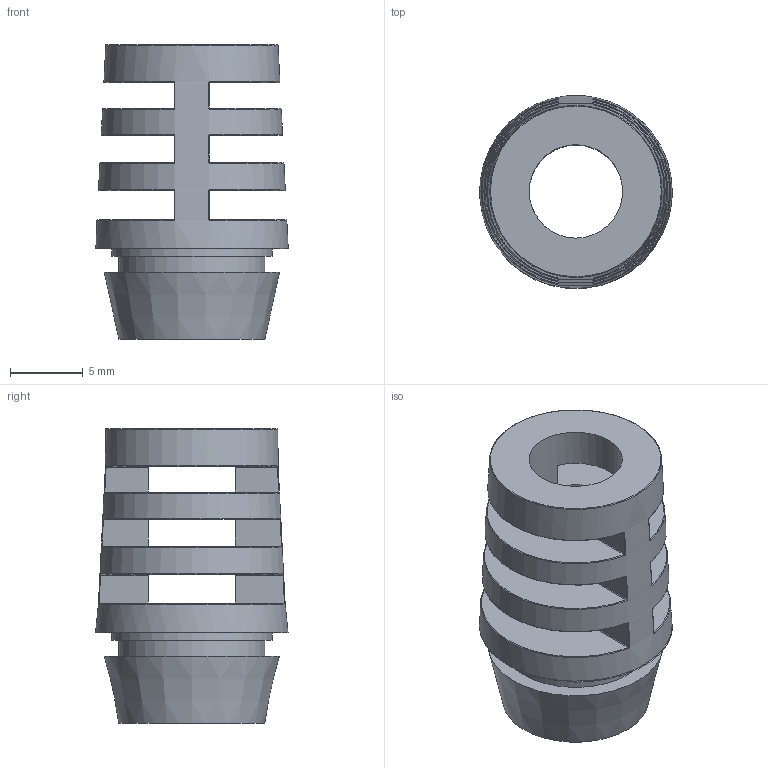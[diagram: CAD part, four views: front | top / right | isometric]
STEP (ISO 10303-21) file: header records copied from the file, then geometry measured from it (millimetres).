
FILE_DESCRIPTION(/* description */ (''),/* implementation_level */ '2;1');
FILE_NAME(/* name */ 'STRAIN RELIEF, ROUND v5.step',/* time_stamp */ '2019-02-19T14:08:11-08:00',/* author */ (''),/* organization */ (''),/* preprocessor_version */ 'ST-DEVELOPER v17.2',/* originating_system */ 'Autodesk Translation Framework v7.6.0.251',/* authorisation */ '');
FILE_SCHEMA (('AUTOMOTIVE_DESIGN { 1 0 10303 214 3 1 1 }'));
Length unit declared in the file: millimetre
Products named in the file (1): STRAIN RELIEF, ROUND
Bounding box: 13.18 x 13.21 x 20.2 mm (x, y, z)
Volume: 1206.7 mm3; surface area: 1626.4 mm2
Topology: 1 solids, 1 shells, 149 faces, 356 edges, 206 vertices
Faces by surface type: bspline 64, cylinder 39, plane 29, torus 15, cone 2
Full cylindrical faces by diameter (mm): 6.4 x1, 10 x1, 11 x1
Entity records: 6198 total; most frequent: CARTESIAN_POINT 3057, ORIENTED_EDGE 712, DIRECTION 573, EDGE_CURVE 356, AXIS2_PLACEMENT_3D 233, VERTEX_POINT 206, EDGE_LOOP 160, FACE_OUTER_BOUND 149
